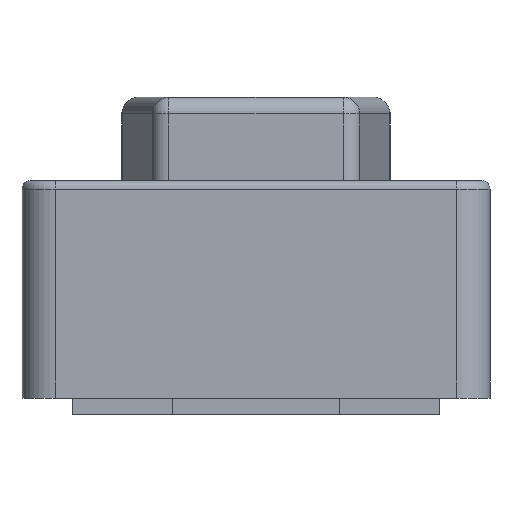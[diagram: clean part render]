
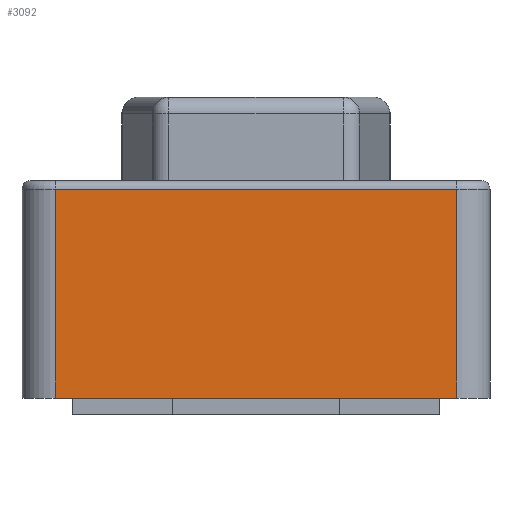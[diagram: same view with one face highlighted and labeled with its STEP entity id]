
A CAD part, left-side view. The second image highlights one B-rep face of the part: STEP entity #3092.
In plain terms, the highlighted planar face has unit normal (-1, 0, 0).
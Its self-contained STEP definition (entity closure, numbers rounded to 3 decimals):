
#2771 = VERTEX_POINT('',#2772);
#2772 = CARTESIAN_POINT('',(-2.1,1.2,1.35));
#2809 = VERTEX_POINT('',#2810);
#2810 = CARTESIAN_POINT('',(-2.1,-1.2,1.35));
#2826 = EDGE_CURVE('',#2809,#2771,#2827,.T.);
#2827 = LINE('',#2828,#2829);
#2828 = CARTESIAN_POINT('',(-2.1,-1.2,1.35));
#2829 = VECTOR('',#2830,1.);
#2830 = DIRECTION('',(0.,1.,0.));
#3073 = EDGE_CURVE('',#3074,#2771,#3076,.T.);
#3074 = VERTEX_POINT('',#3075);
#3075 = CARTESIAN_POINT('',(-2.1,1.2,0.1));
#3076 = LINE('',#3077,#3078);
#3077 = CARTESIAN_POINT('',(-2.1,1.2,0.1));
#3078 = VECTOR('',#3079,1.);
#3079 = DIRECTION('',(0.,0.,1.));
#3092 = ADVANCED_FACE('',(#3093),#3111,.T.);
#3093 = FACE_BOUND('',#3094,.T.);
#3094 = EDGE_LOOP('',(#3095,#3103,#3104,#3105));
#3095 = ORIENTED_EDGE('',*,*,#3096,.T.);
#3096 = EDGE_CURVE('',#3097,#2809,#3099,.T.);
#3097 = VERTEX_POINT('',#3098);
#3098 = CARTESIAN_POINT('',(-2.1,-1.2,0.1));
#3099 = LINE('',#3100,#3101);
#3100 = CARTESIAN_POINT('',(-2.1,-1.2,0.1));
#3101 = VECTOR('',#3102,1.);
#3102 = DIRECTION('',(0.,0.,1.));
#3103 = ORIENTED_EDGE('',*,*,#2826,.T.);
#3104 = ORIENTED_EDGE('',*,*,#3073,.F.);
#3105 = ORIENTED_EDGE('',*,*,#3106,.F.);
#3106 = EDGE_CURVE('',#3097,#3074,#3107,.T.);
#3107 = LINE('',#3108,#3109);
#3108 = CARTESIAN_POINT('',(-2.1,-1.2,0.1));
#3109 = VECTOR('',#3110,1.);
#3110 = DIRECTION('',(0.,1.,0.));
#3111 = PLANE('',#3112);
#3112 = AXIS2_PLACEMENT_3D('',#3113,#3114,#3115);
#3113 = CARTESIAN_POINT('',(-2.1,-1.2,0.1));
#3114 = DIRECTION('',(-1.,0.,0.));
#3115 = DIRECTION('',(0.,1.,0.));
